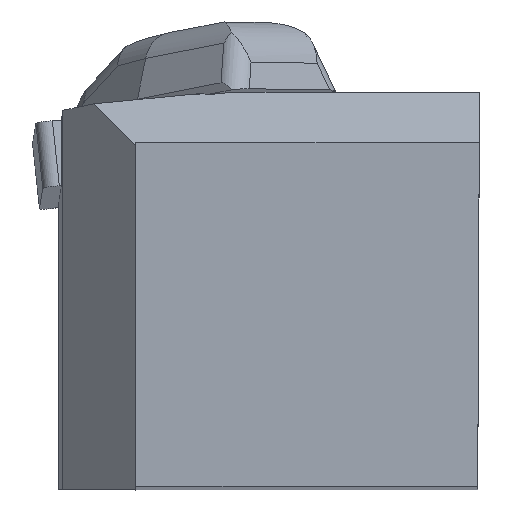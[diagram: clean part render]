
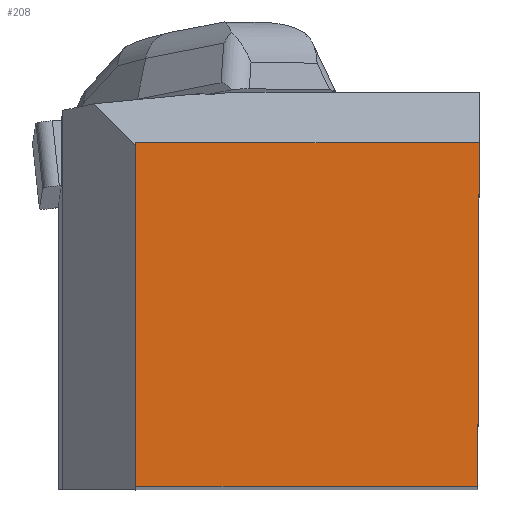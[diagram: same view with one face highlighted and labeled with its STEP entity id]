
A CAD part, top view. The second image highlights one B-rep face of the part: STEP entity #208.
In plain terms, the highlighted planar face has unit normal (0, 0, 1).
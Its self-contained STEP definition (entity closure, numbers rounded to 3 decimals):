
#147=FACE_OUTER_BOUND('',#592,.T.);
#208=ADVANCED_FACE('BLANK_BOXF006',(#147),#264,.F.);
#264=PLANE('',#1364);
#348=LINE('',#1915,#479);
#356=LINE('',#1930,#487);
#359=LINE('',#1936,#490);
#360=LINE('',#1938,#491);
#479=VECTOR('',#1553,1.);
#487=VECTOR('',#1563,1.);
#490=VECTOR('',#1568,1.);
#491=VECTOR('',#1569,1.);
#592=EDGE_LOOP('',(#747,#748,#749,#750));
#747=ORIENTED_EDGE('',*,*,#1158,.F.);
#748=ORIENTED_EDGE('',*,*,#1155,.F.);
#749=ORIENTED_EDGE('',*,*,#1147,.F.);
#750=ORIENTED_EDGE('',*,*,#1159,.F.);
#1021=VERTEX_POINT('',#1914);
#1022=VERTEX_POINT('',#1916);
#1028=VERTEX_POINT('',#1931);
#1030=VERTEX_POINT('',#1937);
#1147=EDGE_CURVE('',#1021,#1022,#348,.T.);
#1155=EDGE_CURVE('',#1022,#1028,#356,.T.);
#1158=EDGE_CURVE('',#1028,#1030,#359,.T.);
#1159=EDGE_CURVE('',#1030,#1021,#360,.T.);
#1364=AXIS2_PLACEMENT_3D('',#1939,#1570,#1571);
#1553=DIRECTION('',(-0.004,-1.,0.));
#1563=DIRECTION('',(-1.,0.,0.));
#1568=DIRECTION('',(0.,1.,0.));
#1569=DIRECTION('',(1.,0.,0.));
#1570=DIRECTION('',(0.,0.,-1.));
#1571=DIRECTION('',(-1.,0.,0.));
#1914=CARTESIAN_POINT('',(0.,24.875,0.));
#1915=CARTESIAN_POINT('',(0.622,167.348,0.));
#1916=CARTESIAN_POINT('',(-0.109,0.,0.));
#1930=CARTESIAN_POINT('',(167.35,0.,0.));
#1931=CARTESIAN_POINT('',(-24.875,0.,0.));
#1936=CARTESIAN_POINT('',(-24.875,-167.35,0.));
#1937=CARTESIAN_POINT('',(-24.875,24.875,0.));
#1938=CARTESIAN_POINT('',(-167.35,24.875,0.));
#1939=CARTESIAN_POINT('',(-48.35,-5.,0.));
